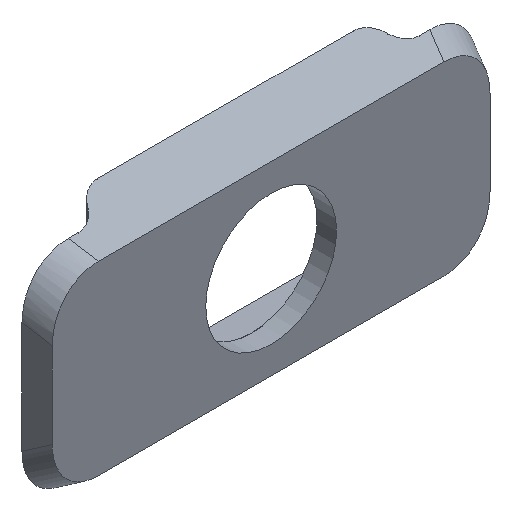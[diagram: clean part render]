
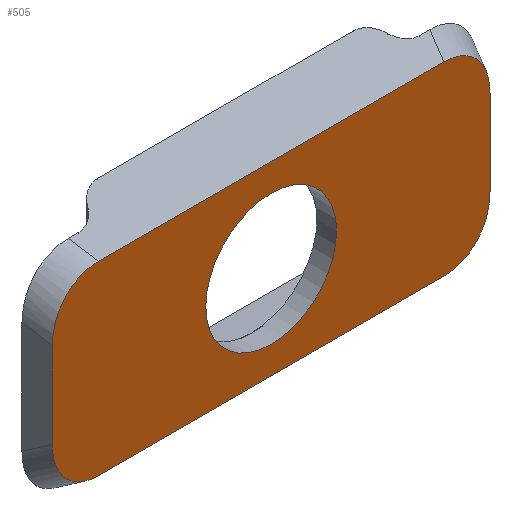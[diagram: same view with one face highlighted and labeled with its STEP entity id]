
A CAD part, isometric view. The second image highlights one B-rep face of the part: STEP entity #505.
In plain terms, the highlighted planar face has unit normal (0, -1, 0).
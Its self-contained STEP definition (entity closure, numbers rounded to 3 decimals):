
#16=FACE_BOUND('',#92,.T.);
#25=CIRCLE('',#565,5.);
#40=PLANE('',#573);
#63=FACE_OUTER_BOUND('',#91,.T.);
#91=EDGE_LOOP('',(#438,#439,#440,#441,#442,#443,#444,#445));
#92=EDGE_LOOP('',(#446));
#101=LINE('',#750,#146);
#129=LINE('',#839,#174);
#135=LINE('',#863,#180);
#139=LINE('',#873,#184);
#146=VECTOR('',#593,10.);
#174=VECTOR('',#677,10.);
#180=VECTOR('',#705,10.);
#184=VECTOR('',#715,10.);
#190=ELLIPSE('',#528,4.843,4.);
#196=ELLIPSE('',#536,4.843,4.);
#202=ELLIPSE('',#559,4.843,4.);
#204=ELLIPSE('',#574,4.843,4.);
#207=VERTEX_POINT('',#743);
#208=VERTEX_POINT('',#745);
#209=VERTEX_POINT('',#749);
#218=VERTEX_POINT('',#769);
#242=VERTEX_POINT('',#837);
#243=VERTEX_POINT('',#841);
#247=VERTEX_POINT('',#855);
#249=VERTEX_POINT('',#862);
#252=VERTEX_POINT('',#872);
#255=EDGE_CURVE('',#207,#208,#190,.T.);
#257=EDGE_CURVE('',#209,#208,#101,.F.);
#267=EDGE_CURVE('',#209,#218,#196,.T.);
#302=EDGE_CURVE('',#207,#242,#129,.F.);
#304=EDGE_CURVE('',#242,#243,#202,.F.);
#310=EDGE_CURVE('',#247,#247,#25,.T.);
#314=EDGE_CURVE('',#218,#249,#135,.T.);
#319=EDGE_CURVE('',#252,#243,#139,.T.);
#322=EDGE_CURVE('',#252,#249,#204,.F.);
#438=ORIENTED_EDGE('',*,*,#302,.T.);
#439=ORIENTED_EDGE('',*,*,#304,.T.);
#440=ORIENTED_EDGE('',*,*,#319,.F.);
#441=ORIENTED_EDGE('',*,*,#322,.T.);
#442=ORIENTED_EDGE('',*,*,#314,.F.);
#443=ORIENTED_EDGE('',*,*,#267,.F.);
#444=ORIENTED_EDGE('',*,*,#257,.T.);
#445=ORIENTED_EDGE('',*,*,#255,.F.);
#446=ORIENTED_EDGE('',*,*,#310,.T.);
#505=ADVANCED_FACE('',(#63,#16),#40,.T.);
#528=AXIS2_PLACEMENT_3D('',#746,#588,#589);
#536=AXIS2_PLACEMENT_3D('',#770,#610,#611);
#559=AXIS2_PLACEMENT_3D('',#843,#681,#682);
#565=AXIS2_PLACEMENT_3D('',#856,#696,#697);
#573=AXIS2_PLACEMENT_3D('',#876,#719,#720);
#574=AXIS2_PLACEMENT_3D('',#877,#721,#722);
#588=DIRECTION('center_axis',(0.,1.,0.));
#589=DIRECTION('ref_axis',(0.533,0.,-0.846));
#593=DIRECTION('',(-1.,0.,0.));
#610=DIRECTION('center_axis',(0.,1.,0.));
#611=DIRECTION('ref_axis',(-0.533,0.,-0.846));
#677=DIRECTION('',(0.,0.,-1.));
#681=DIRECTION('center_axis',(0.,1.,0.));
#682=DIRECTION('ref_axis',(0.533,0.,0.846));
#696=DIRECTION('center_axis',(0.,1.,0.));
#697=DIRECTION('ref_axis',(1.,0.,0.));
#705=DIRECTION('',(0.,0.,1.));
#715=DIRECTION('',(1.,0.,0.));
#719=DIRECTION('center_axis',(0.,-1.,0.));
#720=DIRECTION('ref_axis',(1.,0.,0.));
#721=DIRECTION('center_axis',(0.,1.,0.));
#722=DIRECTION('ref_axis',(-0.533,0.,0.846));
#743=CARTESIAN_POINT('',(61.726,-8.5,9.436));
#745=CARTESIAN_POINT('',(58.197,-8.5,5.607));
#746=CARTESIAN_POINT('Origin',(57.469,-8.5,10.226));
#749=CARTESIAN_POINT('',(31.803,-8.5,5.607));
#750=CARTESIAN_POINT('',(45.,-8.5,5.607));
#769=CARTESIAN_POINT('',(28.274,-8.5,9.436));
#770=CARTESIAN_POINT('Origin',(32.531,-8.5,10.226));
#837=CARTESIAN_POINT('',(61.726,-8.5,15.964));
#839=CARTESIAN_POINT('',(61.726,-8.5,18.475));
#841=CARTESIAN_POINT('',(58.197,-8.5,19.793));
#843=CARTESIAN_POINT('Origin',(57.469,-8.5,15.174));
#855=CARTESIAN_POINT('',(40.,-8.5,12.7));
#856=CARTESIAN_POINT('Origin',(45.,-8.5,12.7));
#862=CARTESIAN_POINT('',(28.274,-8.5,15.964));
#863=CARTESIAN_POINT('',(28.274,-8.5,18.475));
#872=CARTESIAN_POINT('',(31.803,-8.5,19.793));
#873=CARTESIAN_POINT('',(45.,-8.5,19.793));
#876=CARTESIAN_POINT('Origin',(45.,-8.5,11.55));
#877=CARTESIAN_POINT('Origin',(32.531,-8.5,15.174));
